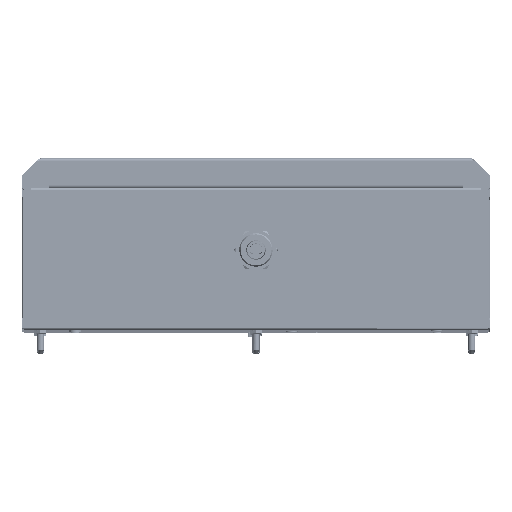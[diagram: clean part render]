
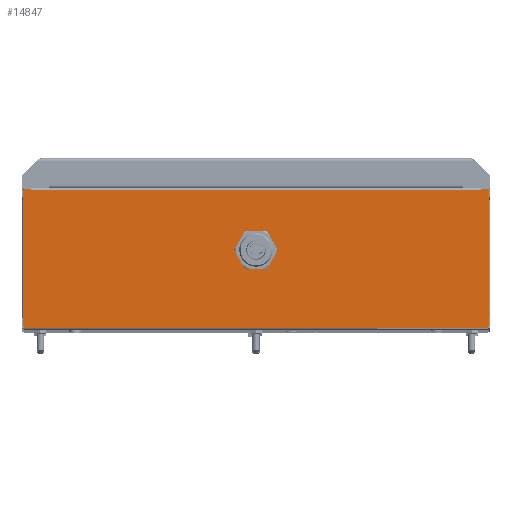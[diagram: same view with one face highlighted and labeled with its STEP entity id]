
A CAD part, top view. The second image highlights one B-rep face of the part: STEP entity #14847.
In plain terms, the highlighted planar face has unit normal (0, 0, 1).
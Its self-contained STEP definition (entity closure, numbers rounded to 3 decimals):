
#2038=DIRECTION('',(1.,0.,0.));
#2039=VECTOR('',#2038,195.973);
#2040=CARTESIAN_POINT('',(-195.973,2.,625.));
#2041=LINE('',#2040,#2039);
#2042=DIRECTION('',(1.,0.,0.));
#2043=VECTOR('',#2042,195.973);
#2044=CARTESIAN_POINT('',(0.,2.,625.));
#2045=LINE('',#2044,#2043);
#2054=DIRECTION('',(0.5,0.866,0.));
#2055=VECTOR('',#2054,1.155);
#2056=CARTESIAN_POINT('',(190.,118.,625.));
#2057=LINE('',#2056,#2055);
#2058=DIRECTION('',(0.707,-0.707,0.));
#2059=VECTOR('',#2058,1.414);
#2060=CARTESIAN_POINT('',(195.5,119.,625.));
#2061=LINE('',#2060,#2059);
#2062=DIRECTION('',(-0.239,-0.971,0.));
#2063=VECTOR('',#2062,2.207);
#2064=CARTESIAN_POINT('',(196.5,4.143,625.));
#2065=LINE('',#2064,#2063);
#2066=DIRECTION('',(-0.239,0.971,0.));
#2067=VECTOR('',#2066,2.207);
#2068=CARTESIAN_POINT('',(-195.973,2.,625.));
#2069=LINE('',#2068,#2067);
#2070=DIRECTION('',(0.,1.,0.));
#2071=VECTOR('',#2070,113.857);
#2072=CARTESIAN_POINT('',(-196.5,4.143,625.));
#2073=LINE('',#2072,#2071);
#2074=DIRECTION('',(0.707,0.707,0.));
#2075=VECTOR('',#2074,1.414);
#2076=CARTESIAN_POINT('',(-196.5,118.,625.));
#2077=LINE('',#2076,#2075);
#2078=DIRECTION('',(1.,0.,0.));
#2079=VECTOR('',#2078,4.923);
#2080=CARTESIAN_POINT('',(-195.5,119.,625.));
#2081=LINE('',#2080,#2079);
#2082=DIRECTION('',(0.5,-0.866,0.));
#2083=VECTOR('',#2082,1.155);
#2084=CARTESIAN_POINT('',(-190.577,119.,625.));
#2085=LINE('',#2084,#2083);
#2086=CARTESIAN_POINT('',(0.,67.5,625.));
#2087=DIRECTION('',(0.,0.,1.));
#2088=DIRECTION('',(1.,0.,0.));
#2089=AXIS2_PLACEMENT_3D('',#2086,#2087,#2088);
#2091=CARTESIAN_POINT('',(0.,67.5,625.));
#2092=DIRECTION('',(0.,0.,1.));
#2093=DIRECTION('',(-1.,0.,0.));
#2094=AXIS2_PLACEMENT_3D('',#2091,#2092,#2093);
#2104=DIRECTION('',(-1.,0.,0.));
#2105=VECTOR('',#2104,190.);
#2106=CARTESIAN_POINT('',(190.,118.,625.));
#2107=LINE('',#2106,#2105);
#2108=DIRECTION('',(-1.,0.,0.));
#2109=VECTOR('',#2108,190.);
#2110=CARTESIAN_POINT('',(0.,118.,625.));
#2111=LINE('',#2110,#2109);
#4695=DIRECTION('',(0.,1.,0.));
#4696=VECTOR('',#4695,113.857);
#4697=CARTESIAN_POINT('',(196.5,4.143,625.));
#4698=LINE('',#4697,#4696);
#4707=DIRECTION('',(-1.,0.,0.));
#4708=VECTOR('',#4707,4.923);
#4709=CARTESIAN_POINT('',(195.5,119.,625.));
#4710=LINE('',#4709,#4708);
#10782=CARTESIAN_POINT('',(-195.973,2.,625.));
#10783=CARTESIAN_POINT('',(0.,2.,625.));
#10784=VERTEX_POINT('',#10782);
#10785=VERTEX_POINT('',#10783);
#10786=CARTESIAN_POINT('',(195.973,2.,625.));
#10787=VERTEX_POINT('',#10786);
#10788=CARTESIAN_POINT('',(0.,118.,625.));
#10789=CARTESIAN_POINT('',(-190.,118.,625.));
#10790=VERTEX_POINT('',#10788);
#10791=VERTEX_POINT('',#10789);
#10792=CARTESIAN_POINT('',(190.,118.,625.));
#10793=VERTEX_POINT('',#10792);
#10794=CARTESIAN_POINT('',(190.577,119.,625.));
#10795=VERTEX_POINT('',#10794);
#10796=CARTESIAN_POINT('',(195.5,119.,625.));
#10797=VERTEX_POINT('',#10796);
#10798=CARTESIAN_POINT('',(196.5,118.,625.));
#10799=VERTEX_POINT('',#10798);
#10800=CARTESIAN_POINT('',(196.5,4.143,625.));
#10801=VERTEX_POINT('',#10800);
#10802=CARTESIAN_POINT('',(-196.5,4.143,625.));
#10803=VERTEX_POINT('',#10802);
#10804=CARTESIAN_POINT('',(-196.5,118.,625.));
#10805=VERTEX_POINT('',#10804);
#10806=CARTESIAN_POINT('',(-195.5,119.,625.));
#10807=VERTEX_POINT('',#10806);
#10808=CARTESIAN_POINT('',(-190.577,119.,625.));
#10809=VERTEX_POINT('',#10808);
#10810=CARTESIAN_POINT('',(14.25,67.5,625.));
#10811=CARTESIAN_POINT('',(-14.25,67.5,625.));
#10812=VERTEX_POINT('',#10810);
#10813=VERTEX_POINT('',#10811);
#14808=CARTESIAN_POINT('',(-197.5,0.,625.));
#14809=DIRECTION('',(0.,0.,-1.));
#14810=DIRECTION('',(1.,0.,0.));
#14811=AXIS2_PLACEMENT_3D('',#14808,#14809,#14810);
#14812=PLANE('',#14811);
#14814=ORIENTED_EDGE('',*,*,#14813,.F.);
#14816=ORIENTED_EDGE('',*,*,#14815,.F.);
#14818=ORIENTED_EDGE('',*,*,#14817,.T.);
#14820=ORIENTED_EDGE('',*,*,#14819,.F.);
#14822=ORIENTED_EDGE('',*,*,#14821,.T.);
#14824=ORIENTED_EDGE('',*,*,#14823,.F.);
#14826=ORIENTED_EDGE('',*,*,#14825,.T.);
#14827=ORIENTED_EDGE('',*,*,#14797,.F.);
#14828=ORIENTED_EDGE('',*,*,#14795,.F.);
#14830=ORIENTED_EDGE('',*,*,#14829,.T.);
#14832=ORIENTED_EDGE('',*,*,#14831,.T.);
#14834=ORIENTED_EDGE('',*,*,#14833,.T.);
#14836=ORIENTED_EDGE('',*,*,#14835,.T.);
#14838=ORIENTED_EDGE('',*,*,#14837,.T.);
#14839=EDGE_LOOP('',(#14814,#14816,#14818,#14820,#14822,#14824,#14826,#14827,
#14828,#14830,#14832,#14834,#14836,#14838));
#14840=FACE_OUTER_BOUND('',#14839,.F.);
#14842=ORIENTED_EDGE('',*,*,#14841,.T.);
#14844=ORIENTED_EDGE('',*,*,#14843,.T.);
#14845=EDGE_LOOP('',(#14842,#14844));
#14846=FACE_BOUND('',#14845,.F.);
#14847=ADVANCED_FACE('',(#14840,#14846),#14812,.F.);
#2090=CIRCLE('',#2089,14.25);
#2095=CIRCLE('',#2094,14.25);
#14795=EDGE_CURVE('',#10784,#10785,#2041,.T.);
#14797=EDGE_CURVE('',#10785,#10787,#2045,.T.);
#14813=EDGE_CURVE('',#10790,#10791,#2111,.T.);
#14815=EDGE_CURVE('',#10793,#10790,#2107,.T.);
#14817=EDGE_CURVE('',#10793,#10795,#2057,.T.);
#14819=EDGE_CURVE('',#10797,#10795,#4710,.T.);
#14821=EDGE_CURVE('',#10797,#10799,#2061,.T.);
#14823=EDGE_CURVE('',#10801,#10799,#4698,.T.);
#14825=EDGE_CURVE('',#10801,#10787,#2065,.T.);
#14829=EDGE_CURVE('',#10784,#10803,#2069,.T.);
#14831=EDGE_CURVE('',#10803,#10805,#2073,.T.);
#14833=EDGE_CURVE('',#10805,#10807,#2077,.T.);
#14835=EDGE_CURVE('',#10807,#10809,#2081,.T.);
#14837=EDGE_CURVE('',#10809,#10791,#2085,.T.);
#14841=EDGE_CURVE('',#10812,#10813,#2090,.T.);
#14843=EDGE_CURVE('',#10813,#10812,#2095,.T.);
